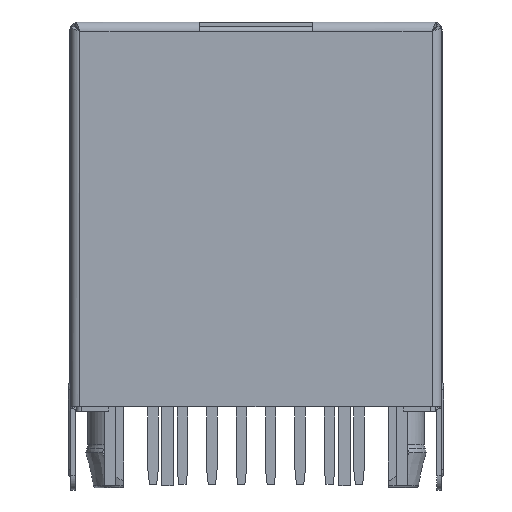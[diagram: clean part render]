
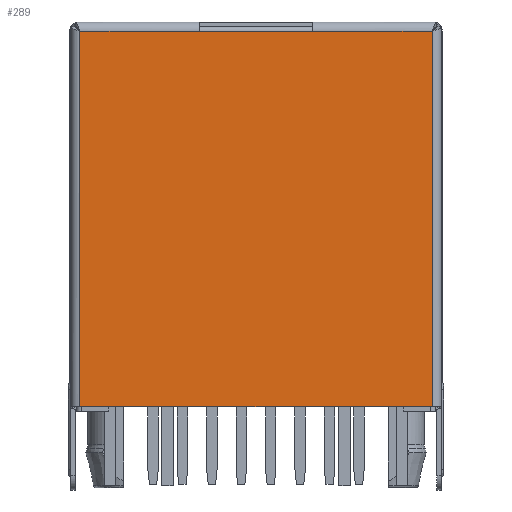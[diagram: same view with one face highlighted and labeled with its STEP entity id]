
A CAD part, front view. The second image highlights one B-rep face of the part: STEP entity #289.
In plain terms, the highlighted planar face has unit normal (0, -1, 0).
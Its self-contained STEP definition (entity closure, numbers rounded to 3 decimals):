
#289 = ADVANCED_FACE ( 'NONE', ( #61426 ), #28857, .F. ) ;
#909 = DIRECTION ( 'NONE',  ( 1., 0., 0. ) ) ;
#1250 = CARTESIAN_POINT ( 'NONE',  ( 28.899, -5.83, 0.902 ) ) ;
#1448 = VERTEX_POINT ( 'NONE', #26951 ) ;
#3524 = B_SPLINE_CURVE_WITH_KNOTS ( 'NONE', 3,
 ( #10666, #6017, #29906, #43547 ),
 .UNSPECIFIED., .F., .F.,
 ( 4, 4 ),
 ( 0., 1. ),
 .UNSPECIFIED. ) ;
#3865 = CARTESIAN_POINT ( 'NONE',  ( 34.049, -5.83, 0.902 ) ) ;
#5423 = CARTESIAN_POINT ( 'NONE',  ( 28.899, -5.83, 0.902 ) ) ;
#6017 = CARTESIAN_POINT ( 'NONE',  ( 35.682, -5.83, 0.902 ) ) ;
#8865 = B_SPLINE_CURVE_WITH_KNOTS ( 'NONE', 3,
 ( #9740, #48206, #43226, #23710 ),
 .UNSPECIFIED., .F., .F.,
 ( 4, 4 ),
 ( 0., 1. ),
 .UNSPECIFIED. ) ;
#9740 = CARTESIAN_POINT ( 'NONE',  ( 44.099, -5.83, 0.902 ) ) ;
#10266 = B_SPLINE_CURVE_WITH_KNOTS ( 'NONE', 3,
 ( #28687, #24343, #24037, #5423 ),
 .UNSPECIFIED., .F., .F.,
 ( 4, 4 ),
 ( 0., 1. ),
 .UNSPECIFIED. ) ;
#10666 = CARTESIAN_POINT ( 'NONE',  ( 34.049, -5.83, 0.902 ) ) ;
#10827 = CARTESIAN_POINT ( 'NONE',  ( 36.499, -5.83, -7.198 ) ) ;
#11970 = CARTESIAN_POINT ( 'NONE',  ( 44.099, -5.83, 0.902 ) ) ;
#12879 = CARTESIAN_POINT ( 'NONE',  ( 42.382, -5.83, 0.902 ) ) ;
#13245 = VERTEX_POINT ( 'NONE', #46798 ) ;
#16616 = CARTESIAN_POINT ( 'NONE',  ( 44.099, -5.83, -15.298 ) ) ;
#16918 = CARTESIAN_POINT ( 'NONE',  ( 39.032, -5.83, -15.298 ) ) ;
#20622 = EDGE_LOOP ( 'NONE', ( #39085, #35424, #60267, #27856, #34464, #24801 ) ) ;
#21303 = CARTESIAN_POINT ( 'NONE',  ( 40.666, -5.83, 0.902 ) ) ;
#21572 = CARTESIAN_POINT ( 'NONE',  ( 34.049, -5.83, 0.902 ) ) ;
#22432 = B_SPLINE_CURVE_WITH_KNOTS ( 'NONE', 3,
 ( #16616, #16918, #54438, #59702 ),
 .UNSPECIFIED., .F., .F.,
 ( 4, 4 ),
 ( 0., 1. ),
 .UNSPECIFIED. ) ;
#23710 = CARTESIAN_POINT ( 'NONE',  ( 44.099, -5.83, -15.298 ) ) ;
#24037 = CARTESIAN_POINT ( 'NONE',  ( 28.899, -5.83, -4.498 ) ) ;
#24193 = EDGE_CURVE ( 'NONE', #1448, #38381, #32677, .T. ) ;
#24343 = CARTESIAN_POINT ( 'NONE',  ( 28.899, -5.83, -9.898 ) ) ;
#24801 = ORIENTED_EDGE ( 'NONE', *, *, #29991, .F. ) ;
#25908 = CARTESIAN_POINT ( 'NONE',  ( 44.099, -5.83, 0.902 ) ) ;
#26500 = CARTESIAN_POINT ( 'NONE',  ( 32.332, -5.83, 0.902 ) ) ;
#26951 = CARTESIAN_POINT ( 'NONE',  ( 38.949, -5.83, 0.902 ) ) ;
#27856 = ORIENTED_EDGE ( 'NONE', *, *, #57573, .F. ) ;
#28251 = VERTEX_POINT ( 'NONE', #1250 ) ;
#28687 = CARTESIAN_POINT ( 'NONE',  ( 28.899, -5.83, -15.298 ) ) ;
#28857 = PLANE ( 'NONE',  #30935 ) ;
#29906 = CARTESIAN_POINT ( 'NONE',  ( 37.316, -5.83, 0.902 ) ) ;
#29991 = EDGE_CURVE ( 'NONE', #56613, #28251, #10266, .T. ) ;
#30935 = AXIS2_PLACEMENT_3D ( 'NONE', #10827, #52723, #909 ) ;
#32262 = VERTEX_POINT ( 'NONE', #3865 ) ;
#32677 = B_SPLINE_CURVE_WITH_KNOTS ( 'NONE', 3,
 ( #55358, #21303, #12879, #11970 ),
 .UNSPECIFIED., .F., .F.,
 ( 4, 4 ),
 ( 0., 1. ),
 .UNSPECIFIED. ) ;
#34464 = ORIENTED_EDGE ( 'NONE', *, *, #45872, .F. ) ;
#35424 = ORIENTED_EDGE ( 'NONE', *, *, #38679, .F. ) ;
#38381 = VERTEX_POINT ( 'NONE', #25908 ) ;
#38509 = CARTESIAN_POINT ( 'NONE',  ( 28.899, -5.83, -15.298 ) ) ;
#38679 = EDGE_CURVE ( 'NONE', #38381, #13245, #8865, .T. ) ;
#39085 = ORIENTED_EDGE ( 'NONE', *, *, #42029, .F. ) ;
#42029 = EDGE_CURVE ( 'NONE', #13245, #56613, #22432, .T. ) ;
#43226 = CARTESIAN_POINT ( 'NONE',  ( 44.099, -5.83, -9.898 ) ) ;
#43547 = CARTESIAN_POINT ( 'NONE',  ( 38.949, -5.83, 0.902 ) ) ;
#45872 = EDGE_CURVE ( 'NONE', #28251, #32262, #59484, .T. ) ;
#46798 = CARTESIAN_POINT ( 'NONE',  ( 44.099, -5.83, -15.298 ) ) ;
#48206 = CARTESIAN_POINT ( 'NONE',  ( 44.099, -5.83, -4.498 ) ) ;
#49798 = CARTESIAN_POINT ( 'NONE',  ( 28.899, -5.83, 0.902 ) ) ;
#52723 = DIRECTION ( 'NONE',  ( 0., 1., 0. ) ) ;
#54438 = CARTESIAN_POINT ( 'NONE',  ( 33.966, -5.83, -15.298 ) ) ;
#55358 = CARTESIAN_POINT ( 'NONE',  ( 38.949, -5.83, 0.902 ) ) ;
#56613 = VERTEX_POINT ( 'NONE', #38509 ) ;
#57573 = EDGE_CURVE ( 'NONE', #32262, #1448, #3524, .T. ) ;
#59484 = B_SPLINE_CURVE_WITH_KNOTS ( 'NONE', 3,
 ( #49798, #59696, #26500, #21572 ),
 .UNSPECIFIED., .F., .F.,
 ( 4, 4 ),
 ( 0., 1. ),
 .UNSPECIFIED. ) ;
#59696 = CARTESIAN_POINT ( 'NONE',  ( 30.616, -5.83, 0.902 ) ) ;
#59702 = CARTESIAN_POINT ( 'NONE',  ( 28.899, -5.83, -15.298 ) ) ;
#60267 = ORIENTED_EDGE ( 'NONE', *, *, #24193, .F. ) ;
#61426 = FACE_OUTER_BOUND ( 'NONE', #20622, .T. ) ;
